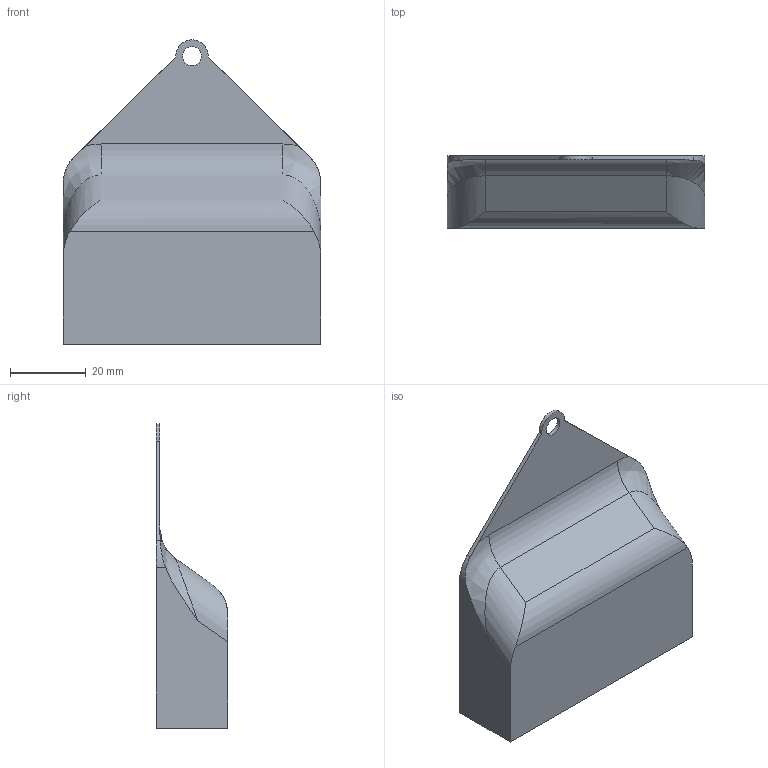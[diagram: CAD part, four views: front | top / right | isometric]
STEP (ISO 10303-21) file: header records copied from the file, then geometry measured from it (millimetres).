
FILE_DESCRIPTION(/* description */ (''),/* implementation_level */ '2;1');
FILE_NAME(/* name */ 'Chute Cover - Cover.step',/* time_stamp */ '2025-09-18T18:57:12+02:00',/* author */ (''),/* organization */ (''),/* preprocessor_version */ 'ST-DEVELOPER v20.1',/* originating_system */ 'Autodesk Translation Framework v14.17.0.0',/* authorisation */ '');
FILE_SCHEMA (('AUTOMOTIVE_DESIGN { 1 0 10303 214 3 1 1 }'));
Length unit declared in the file: millimetre
Products named in the file (1): Cover
Bounding box: 68 x 19 x 80.28 mm (x, y, z)
Volume: 6927 mm3; surface area: 12725.1 mm2
Topology: 1 solids, 1 shells, 31 faces, 85 edges, 56 vertices
Faces by surface type: plane 17, cylinder 12, bspline 2
Full cylindrical faces by diameter (mm): 5 x1
Entity records: 1122 total; most frequent: CARTESIAN_POINT 289, ORIENTED_EDGE 170, DIRECTION 163, EDGE_CURVE 85, VERTEX_POINT 56, LINE 55, VECTOR 55, AXIS2_PLACEMENT_3D 54
